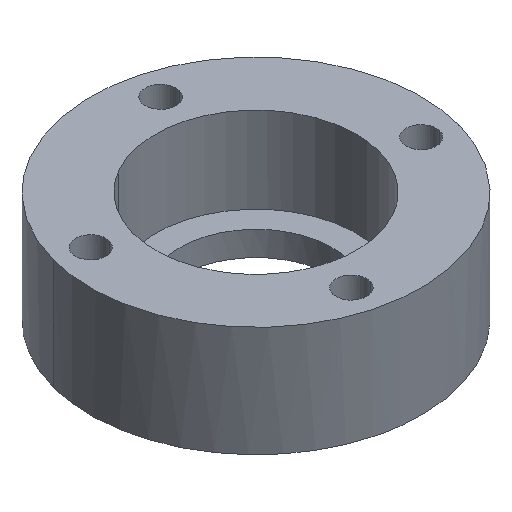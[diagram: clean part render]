
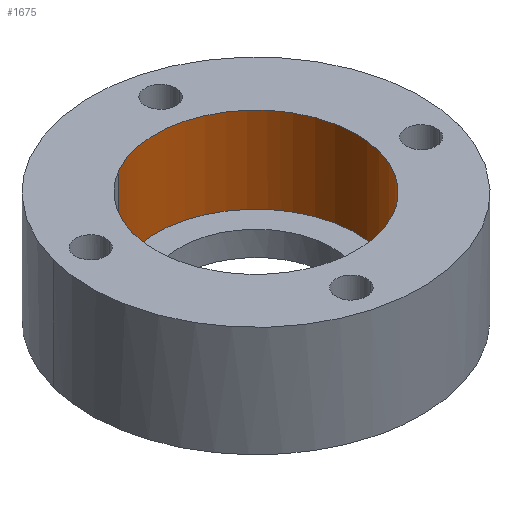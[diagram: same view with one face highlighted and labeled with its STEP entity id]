
A CAD part, isometric view. The second image highlights one B-rep face of the part: STEP entity #1675.
In plain terms, the highlighted free-form (B-spline) face has degree [2, 1] with [9, 2] control points.
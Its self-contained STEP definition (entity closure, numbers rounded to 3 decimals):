
#56 = CARTESIAN_POINT ( 'NONE',  ( 3172.242, 2418.521, 45. ) ) ;
#72 = CARTESIAN_POINT ( 'NONE',  ( 3228.249, 2403.514, 10. ) ) ;
#74 = CARTESIAN_POINT ( 'NONE',  ( 3220.337, 2413.459, 45. ) ) ;
#108 = ORIENTED_EDGE ( 'NONE', *, *, #1929, .F. ) ;
#121 = CARTESIAN_POINT ( 'NONE',  ( 3233.077, 2375.136, 45. ) ) ;
#164 = CARTESIAN_POINT ( 'NONE',  ( 3157.235, 2362.514, 9.3 ) ) ;
#192 = CARTESIAN_POINT ( 'NONE',  ( 3157.235, 2362.514, 45.7 ) ) ;
#211 = CARTESIAN_POINT ( 'NONE',  ( 3225.602, 2407.669, 45. ) ) ;
#219 = CARTESIAN_POINT ( 'NONE',  ( 3213.242, 2347.507, 45. ) ) ;
#318 = CARTESIAN_POINT ( 'NONE',  ( 3230.524, 2399.144, 45. ) ) ;
#332 = CARTESIAN_POINT ( 'NONE',  ( 3221.324, 2353.506, 45. ) ) ;
#338 = CARTESIAN_POINT ( 'NONE',  ( 3223.186, 2355.419, 45. ) ) ;
#347 = CARTESIAN_POINT ( 'NONE',  ( 3215.334, 2348.715, 45. ) ) ;
#351 = CARTESIAN_POINT ( 'NONE',  ( 3248.749, 2368.007, 9.3 ) ) ;
#359 = CARTESIAN_POINT ( 'NONE',  ( 3177.735, 2327.007, 9.3 ) ) ;
#366 = CARTESIAN_POINT ( 'NONE',  ( 3177.735, 2327.007, 45.7 ) ) ;
#426 = CARTESIAN_POINT ( 'NONE',  ( 3248.749, 2368.007, 10. ) ) ;
#470 = CARTESIAN_POINT ( 'NONE',  ( 3208.744, 2420.866, 45. ) ) ;
#487 = CARTESIAN_POINT ( 'NONE',  ( 3189.436, 2423.97, 45. ) ) ;
#492 = EDGE_CURVE ( 'NONE', #1457, #595, #2563, .T. ) ;
#526 = CARTESIAN_POINT ( 'NONE',  ( 3233.524, 2377.946, 45. ) ) ;
#532 = CARTESIAN_POINT ( 'NONE',  ( 3197.809, 2423.796, 45. ) ) ;
#544 = EDGE_CURVE ( 'NONE', #2255, #745, #1671, .T. ) ;
#571 = CARTESIAN_POINT ( 'NONE',  ( 3136.735, 2398.021, 9.3 ) ) ;
#595 = VERTEX_POINT ( 'NONE', #72 ) ;
#614 = CARTESIAN_POINT ( 'NONE',  ( 3228.249, 2403.514, 10. ) ) ;
#615 = CARTESIAN_POINT ( 'NONE',  ( 3227.041, 2405.606, 45. ) ) ;
#621 = CARTESIAN_POINT ( 'NONE',  ( 3207.749, 2439.021, 10. ) ) ;
#632 = VERTEX_POINT ( 'NONE', #56 ) ;
#635 = CARTESIAN_POINT ( 'NONE',  ( 3213.242, 2347.507, 10. ) ) ;
#712 = CARTESIAN_POINT ( 'NONE',  ( 3232.905, 2391.689, 45. ) ) ;
#732 =( BOUNDED_SURFACE ( )  B_SPLINE_SURFACE ( 2, 1, ( 
 ( #1120, #2434 ),
 ( #351, #769 ),
 ( #954, #2425 ),
 ( #1780, #938 ),
 ( #2655, #2634 ),
 ( #571, #1401 ),
 ( #164, #192 ),
 ( #359, #366 ),
 ( #1993, #965 ) ),
 .UNSPECIFIED., .T., .F., .F. ) 
 B_SPLINE_SURFACE_WITH_KNOTS ( ( 3, 2, 2, 2, 3 ),
 ( 2, 2 ),
 ( 0., 90., 180., 270., 360. ),
 ( -10.7, 25.7 ),
 .UNSPECIFIED. ) 
 GEOMETRIC_REPRESENTATION_ITEM ( )  RATIONAL_B_SPLINE_SURFACE ( (
 ( 1., 1.),
 ( 0.707, 0.707),
 ( 1., 1.),
 ( 0.707, 0.707),
 ( 1., 1.),
 ( 0.707, 0.707),
 ( 1., 1.),
 ( 0.707, 0.707),
 ( 1., 1.) ) ) 
 REPRESENTATION_ITEM ( '' )  SURFACE ( )  );
#745 = VERTEX_POINT ( 'NONE', #219 ) ;
#763 = B_SPLINE_CURVE_WITH_KNOTS ( 'NONE', 3,
 ( #1908, #1504, #881, #1705, #1711, #487, #2555, #532, #1283, #1676, #470, #2298, #2114, #74, #2660, #211, #615, #1443 ),
 .UNSPECIFIED., .F., .F.,
 ( 4, 2, 2, 2, 2, 2, 2, 2, 4 ),
 ( 0., 22.5, 45., 67.5, 90., 112.5, 135., 157.5, 180. ),
 .UNSPECIFIED. ) ;
#769 = CARTESIAN_POINT ( 'NONE',  ( 3248.749, 2368.007, 45.7 ) ) ;
#780 = EDGE_LOOP ( 'NONE', ( #2359, #1038, #1131, #1335, #108, #2194 ) ) ;
#856 = B_SPLINE_CURVE_WITH_KNOTS ( 'NONE', 3,
 ( #918, #1753, #318, #1977, #712, #2393, #2171, #526, #121, #2164, #1559, #2408, #1125, #338, #332, #2611, #347, #1539 ),
 .UNSPECIFIED., .F., .F.,
 ( 4, 2, 2, 2, 2, 2, 2, 2, 4 ),
 ( 180., 202.5, 225., 247.5, 270., 292.5, 315., 337.5, 360. ),
 .UNSPECIFIED. ) ;
#881 = CARTESIAN_POINT ( 'NONE',  ( 3176.612, 2420.796, 45. ) ) ;
#918 = CARTESIAN_POINT ( 'NONE',  ( 3228.249, 2403.514, 45. ) ) ;
#938 = CARTESIAN_POINT ( 'NONE',  ( 3207.749, 2439.021, 45.7 ) ) ;
#954 = CARTESIAN_POINT ( 'NONE',  ( 3228.249, 2403.514, 9.3 ) ) ;
#965 = CARTESIAN_POINT ( 'NONE',  ( 3213.242, 2347.507, 45.7 ) ) ;
#1038 = ORIENTED_EDGE ( 'NONE', *, *, #492, .T. ) ;
#1120 = CARTESIAN_POINT ( 'NONE',  ( 3213.242, 2347.507, 9.3 ) ) ;
#1125 = CARTESIAN_POINT ( 'NONE',  ( 3226.558, 2359.673, 45. ) ) ;
#1131 = ORIENTED_EDGE ( 'NONE', *, *, #1313, .T. ) ;
#1259 = CARTESIAN_POINT ( 'NONE',  ( 3213.242, 2347.507, 10. ) ) ;
#1283 = CARTESIAN_POINT ( 'NONE',  ( 3200.619, 2423.349, 45. ) ) ;
#1313 = EDGE_CURVE ( 'NONE', #595, #2255, #1634, .T. ) ;
#1335 = ORIENTED_EDGE ( 'NONE', *, *, #544, .T. ) ;
#1401 = CARTESIAN_POINT ( 'NONE',  ( 3136.735, 2398.021, 45.7 ) ) ;
#1443 = CARTESIAN_POINT ( 'NONE',  ( 3228.249, 2403.514, 45. ) ) ;
#1457 = VERTEX_POINT ( 'NONE', #2342 ) ;
#1504 = CARTESIAN_POINT ( 'NONE',  ( 3174.334, 2419.729, 45. ) ) ;
#1539 = CARTESIAN_POINT ( 'NONE',  ( 3213.242, 2347.507, 45. ) ) ;
#1559 = CARTESIAN_POINT ( 'NONE',  ( 3230.594, 2367.012, 45. ) ) ;
#1634 =( BOUNDED_CURVE ( )  B_SPLINE_CURVE ( 2, ( #2307, #426, #1259 ),
 .UNSPECIFIED., .F., .T. ) 
 B_SPLINE_CURVE_WITH_KNOTS ( ( 3, 3 ),
 ( 270., 360. ),
 .UNSPECIFIED. ) 
 CURVE ( )  GEOMETRIC_REPRESENTATION_ITEM ( )  RATIONAL_B_SPLINE_CURVE ( ( 1., 0.707, 1. ) ) 
 REPRESENTATION_ITEM ( '' )  );
#1671 = B_SPLINE_CURVE_WITH_KNOTS ( 'NONE', 1,
 ( #635, #1844 ),
 .UNSPECIFIED., .F., .F.,
 ( 2, 2 ),
 ( -10., 25. ),
 .UNSPECIFIED. ) ;
#1675 = ADVANCED_FACE ( 'NONE', ( #1702 ), #732, .F. ) ;
#1676 = CARTESIAN_POINT ( 'NONE',  ( 3206.087, 2421.884, 45. ) ) ;
#1702 = FACE_OUTER_BOUND ( 'NONE', #780, .T. ) ;
#1705 = CARTESIAN_POINT ( 'NONE',  ( 3181.478, 2422.521, 45. ) ) ;
#1711 = CARTESIAN_POINT ( 'NONE',  ( 3184.066, 2423.177, 45. ) ) ;
#1753 = CARTESIAN_POINT ( 'NONE',  ( 3229.457, 2401.422, 45. ) ) ;
#1780 = CARTESIAN_POINT ( 'NONE',  ( 3207.749, 2439.021, 9.3 ) ) ;
#1840 = CARTESIAN_POINT ( 'NONE',  ( 3213.242, 2347.507, 10. ) ) ;
#1844 = CARTESIAN_POINT ( 'NONE',  ( 3213.242, 2347.507, 45. ) ) ;
#1902 = CARTESIAN_POINT ( 'NONE',  ( 3172.242, 2418.521, 45. ) ) ;
#1907 = CARTESIAN_POINT ( 'NONE',  ( 3228.249, 2403.514, 45. ) ) ;
#1908 = CARTESIAN_POINT ( 'NONE',  ( 3172.242, 2418.521, 45. ) ) ;
#1929 = EDGE_CURVE ( 'NONE', #2636, #745, #856, .T. ) ;
#1977 = CARTESIAN_POINT ( 'NONE',  ( 3232.249, 2394.278, 45. ) ) ;
#1993 = CARTESIAN_POINT ( 'NONE',  ( 3213.242, 2347.507, 9.3 ) ) ;
#2072 = CARTESIAN_POINT ( 'NONE',  ( 3172.242, 2418.521, 10. ) ) ;
#2114 = CARTESIAN_POINT ( 'NONE',  ( 3216.083, 2416.83, 45. ) ) ;
#2164 = CARTESIAN_POINT ( 'NONE',  ( 3231.612, 2369.668, 45. ) ) ;
#2171 = CARTESIAN_POINT ( 'NONE',  ( 3233.834, 2383.539, 45. ) ) ;
#2194 = ORIENTED_EDGE ( 'NONE', *, *, #2589, .F. ) ;
#2255 = VERTEX_POINT ( 'NONE', #1840 ) ;
#2298 = CARTESIAN_POINT ( 'NONE',  ( 3213.742, 2418.338, 45. ) ) ;
#2307 = CARTESIAN_POINT ( 'NONE',  ( 3228.249, 2403.514, 10. ) ) ;
#2342 = CARTESIAN_POINT ( 'NONE',  ( 3172.242, 2418.521, 10. ) ) ;
#2350 = CARTESIAN_POINT ( 'NONE',  ( 3172.242, 2418.521, 10. ) ) ;
#2359 = ORIENTED_EDGE ( 'NONE', *, *, #2373, .F. ) ;
#2373 = EDGE_CURVE ( 'NONE', #1457, #632, #2449, .T. ) ;
#2393 = CARTESIAN_POINT ( 'NONE',  ( 3233.698, 2386.32, 45. ) ) ;
#2408 = CARTESIAN_POINT ( 'NONE',  ( 3228.066, 2362.013, 45. ) ) ;
#2425 = CARTESIAN_POINT ( 'NONE',  ( 3228.249, 2403.514, 45.7 ) ) ;
#2434 = CARTESIAN_POINT ( 'NONE',  ( 3213.242, 2347.507, 45.7 ) ) ;
#2449 = B_SPLINE_CURVE_WITH_KNOTS ( 'NONE', 1,
 ( #2350, #1902 ),
 .UNSPECIFIED., .F., .F.,
 ( 2, 2 ),
 ( -10., 25. ),
 .UNSPECIFIED. ) ;
#2555 = CARTESIAN_POINT ( 'NONE',  ( 3192.217, 2424.106, 45. ) ) ;
#2563 =( BOUNDED_CURVE ( )  B_SPLINE_CURVE ( 2, ( #2072, #621, #614 ),
 .UNSPECIFIED., .F., .T. ) 
 B_SPLINE_CURVE_WITH_KNOTS ( ( 3, 3 ),
 ( 180., 270. ),
 .UNSPECIFIED. ) 
 CURVE ( )  GEOMETRIC_REPRESENTATION_ITEM ( )  RATIONAL_B_SPLINE_CURVE ( ( 1., 0.707, 1. ) ) 
 REPRESENTATION_ITEM ( '' )  );
#2589 = EDGE_CURVE ( 'NONE', #632, #2636, #763, .T. ) ;
#2611 = CARTESIAN_POINT ( 'NONE',  ( 3217.397, 2350.154, 45. ) ) ;
#2634 = CARTESIAN_POINT ( 'NONE',  ( 3172.242, 2418.521, 45.7 ) ) ;
#2636 = VERTEX_POINT ( 'NONE', #1907 ) ;
#2655 = CARTESIAN_POINT ( 'NONE',  ( 3172.242, 2418.521, 9.3 ) ) ;
#2660 = CARTESIAN_POINT ( 'NONE',  ( 3222.25, 2411.596, 45. ) ) ;
